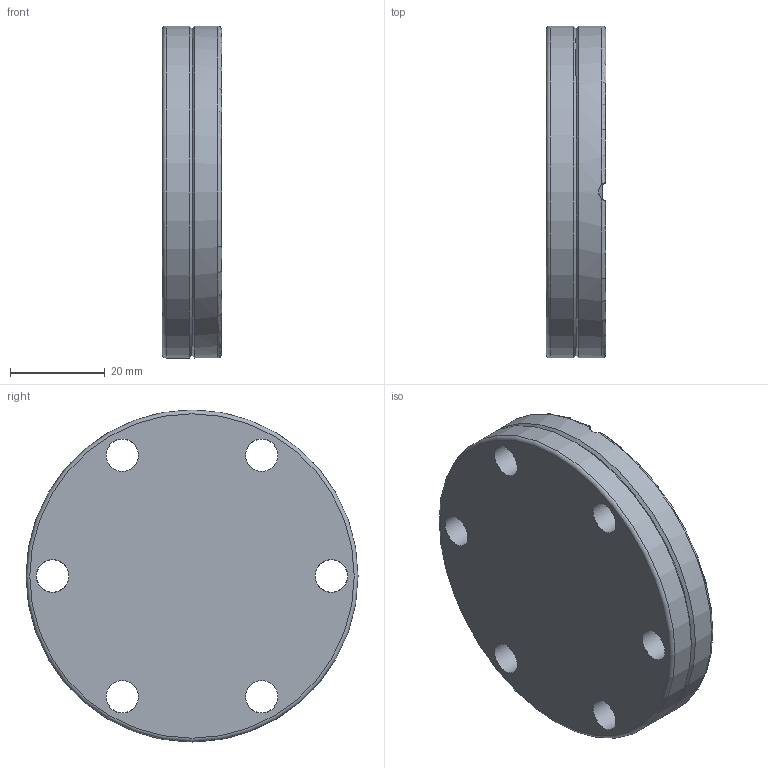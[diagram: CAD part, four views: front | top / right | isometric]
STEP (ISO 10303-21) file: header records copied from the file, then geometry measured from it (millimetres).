
FILE_DESCRIPTION (( 'STEP AP214' ), '1' );
FILE_NAME ('BP1CF40FULLVAC.STEP', '2025-07-09T12:20:39', ( '' ), ( '' ), 'SwSTEP 2.0', 'SolidWorks 2017', '' );
FILE_SCHEMA (( 'AUTOMOTIVE_DESIGN' ));
Length unit declared in the file: millimetre
Products named in the file (1): BP1CF40FULLVAC
Bounding box: 12.5 x 69.9 x 69.9 mm (x, y, z)
Volume: 42807.8 mm3; surface area: 11864.6 mm2
Topology: 1 solids, 1 shells, 36 faces, 85 edges, 51 vertices
Faces by surface type: cone 16, cylinder 12, torus 4, plane 4
Full cylindrical faces by diameter (mm): 6.8 x6, 69.9 x2
Entity records: 1030 total; most frequent: CARTESIAN_POINT 261, DIRECTION 158, ORIENTED_EDGE 112, AXIS2_PLACEMENT_3D 77, EDGE_LOOP 74, EDGE_CURVE 56, VERTEX_POINT 48, FACE_OUTER_BOUND 46
